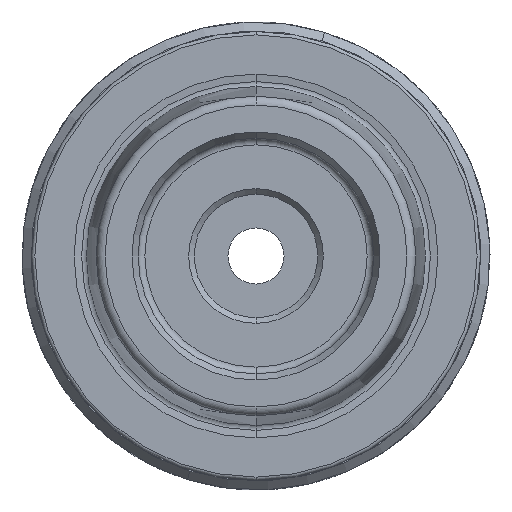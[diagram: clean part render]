
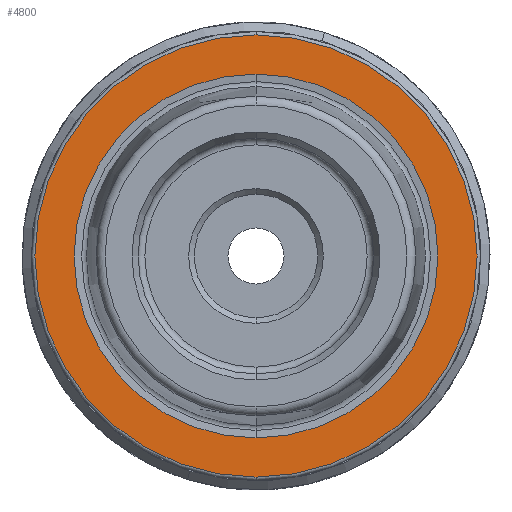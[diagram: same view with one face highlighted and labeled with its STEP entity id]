
A CAD part, left-side view. The second image highlights one B-rep face of the part: STEP entity #4800.
In plain terms, the highlighted planar face has unit normal (-1, 0, 0).
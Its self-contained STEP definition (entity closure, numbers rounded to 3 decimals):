
#96 = VERTEX_POINT ( 'NONE', #5319 ) ;
#127 = ORIENTED_EDGE ( 'NONE', *, *, #1790, .F. ) ;
#394 = CARTESIAN_POINT ( 'NONE',  ( 0., 19.7, 0. ) ) ;
#778 = DIRECTION ( 'NONE',  ( -1., 0., 0. ) ) ;
#905 = ORIENTED_EDGE ( 'NONE', *, *, #2685, .F. ) ;
#1162 = CARTESIAN_POINT ( 'NONE',  ( 0., 0., -19.7 ) ) ;
#1216 = EDGE_LOOP ( 'NONE', ( #1808, #4173 ) ) ;
#1290 = VERTEX_POINT ( 'NONE', #1162 ) ;
#1512 = AXIS2_PLACEMENT_3D ( 'NONE', #3272, #778, #3714 ) ;
#1518 = CARTESIAN_POINT ( 'NONE',  ( 0., 0., 0. ) ) ;
#1581 = CIRCLE ( 'NONE', #4942, 16.207 ) ;
#1677 = DIRECTION ( 'NONE',  ( 1., 0., 0. ) ) ;
#1749 = CARTESIAN_POINT ( 'NONE',  ( 0., 0., 0. ) ) ;
#1790 = EDGE_CURVE ( 'NONE', #96, #4474, #1581, .T. ) ;
#1808 = ORIENTED_EDGE ( 'NONE', *, *, #4024, .T. ) ;
#1949 = DIRECTION ( 'NONE',  ( 0., 0., 1. ) ) ;
#2157 = CARTESIAN_POINT ( 'NONE',  ( 0., 0., 0. ) ) ;
#2160 = DIRECTION ( 'NONE',  ( 0., 0., 1. ) ) ;
#2283 = AXIS2_PLACEMENT_3D ( 'NONE', #1518, #4451, #1949 ) ;
#2468 = AXIS2_PLACEMENT_3D ( 'NONE', #394, #1677, #4602 ) ;
#2560 = DIRECTION ( 'NONE',  ( 0., 0., 1. ) ) ;
#2685 = EDGE_CURVE ( 'NONE', #4474, #96, #3601, .T. ) ;
#2713 = FACE_BOUND ( 'NONE', #4748, .T. ) ;
#2848 = FACE_OUTER_BOUND ( 'NONE', #1216, .T. ) ;
#3272 = CARTESIAN_POINT ( 'NONE',  ( 0., 0., 0. ) ) ;
#3337 = AXIS2_PLACEMENT_3D ( 'NONE', #1749, #4675, #2160 ) ;
#3601 = CIRCLE ( 'NONE', #1512, 16.207 ) ;
#3714 = DIRECTION ( 'NONE',  ( 0., 0., 1. ) ) ;
#3892 = VERTEX_POINT ( 'NONE', #4127 ) ;
#4024 = EDGE_CURVE ( 'NONE', #3892, #1290, #4643, .T. ) ;
#4127 = CARTESIAN_POINT ( 'NONE',  ( 0., 0., 19.7 ) ) ;
#4173 = ORIENTED_EDGE ( 'NONE', *, *, #4599, .T. ) ;
#4182 = PLANE ( 'NONE',  #2468 ) ;
#4451 = DIRECTION ( 'NONE',  ( -1., 0., 0. ) ) ;
#4474 = VERTEX_POINT ( 'NONE', #4964 ) ;
#4599 = EDGE_CURVE ( 'NONE', #1290, #3892, #4896, .T. ) ;
#4602 = DIRECTION ( 'NONE',  ( 0., 0., -1. ) ) ;
#4643 = CIRCLE ( 'NONE', #3337, 19.7 ) ;
#4675 = DIRECTION ( 'NONE',  ( -1., 0., 0. ) ) ;
#4748 = EDGE_LOOP ( 'NONE', ( #127, #905 ) ) ;
#4800 = ADVANCED_FACE ( 'NONE', ( #2713, #2848 ), #4182, .F. ) ;
#4896 = CIRCLE ( 'NONE', #2283, 19.7 ) ;
#4942 = AXIS2_PLACEMENT_3D ( 'NONE', #2157, #5086, #2560 ) ;
#4964 = CARTESIAN_POINT ( 'NONE',  ( 0., 0., -16.207 ) ) ;
#5086 = DIRECTION ( 'NONE',  ( -1., 0., 0. ) ) ;
#5319 = CARTESIAN_POINT ( 'NONE',  ( 0., 0., 16.207 ) ) ;
